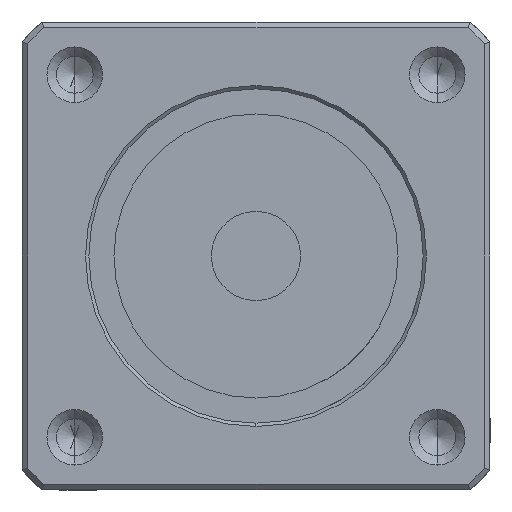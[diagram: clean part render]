
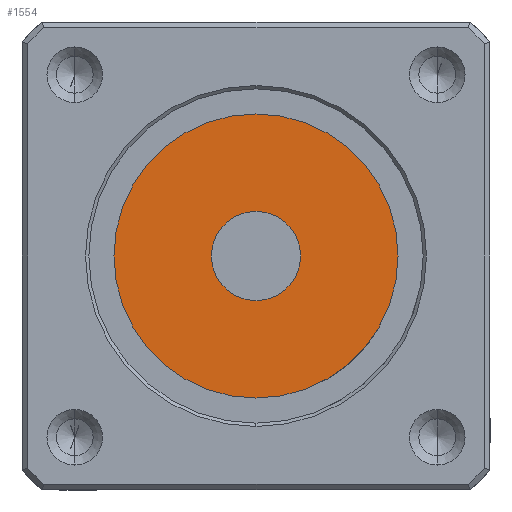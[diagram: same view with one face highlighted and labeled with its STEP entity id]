
A CAD part, front view. The second image highlights one B-rep face of the part: STEP entity #1554.
In plain terms, the highlighted planar face has unit normal (0, -1, 0).
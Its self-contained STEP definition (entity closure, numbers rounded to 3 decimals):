
#40 = ORIENTED_EDGE ( 'NONE', *, *, #139, .T. ) ;
#90 = CARTESIAN_POINT ( 'NONE',  ( 0., -56.543, 0. ) ) ;
#111 = DIRECTION ( 'NONE',  ( 0., -1., 0. ) ) ;
#139 = EDGE_CURVE ( 'NONE', #1418, #3581, #4000, .T. ) ;
#329 = CARTESIAN_POINT ( 'NONE',  ( 0., -56.543, 4. ) ) ;
#332 = AXIS2_PLACEMENT_3D ( 'NONE', #666, #1975, #3293 ) ;
#386 = EDGE_CURVE ( 'NONE', #3608, #662, #1108, .T. ) ;
#662 = VERTEX_POINT ( 'NONE', #1444 ) ;
#666 = CARTESIAN_POINT ( 'NONE',  ( 0., -56.543, 0. ) ) ;
#753 = AXIS2_PLACEMENT_3D ( 'NONE', #3049, #111, #1421 ) ;
#791 = AXIS2_PLACEMENT_3D ( 'NONE', #1145, #2449, #3771 ) ;
#989 = FACE_OUTER_BOUND ( 'NONE', #3159, .T. ) ;
#1108 = CIRCLE ( 'NONE', #3499, 4. ) ;
#1129 = EDGE_CURVE ( 'NONE', #3581, #1418, #1288, .T. ) ;
#1145 = CARTESIAN_POINT ( 'NONE',  ( 0., -56.543, 0. ) ) ;
#1192 = DIRECTION ( 'NONE',  ( 0., -1., 0. ) ) ;
#1288 = CIRCLE ( 'NONE', #753, 12.75 ) ;
#1398 = DIRECTION ( 'NONE',  ( 0., -1., 0. ) ) ;
#1418 = VERTEX_POINT ( 'NONE', #3229 ) ;
#1421 = DIRECTION ( 'NONE',  ( 0., 0., -1. ) ) ;
#1444 = CARTESIAN_POINT ( 'NONE',  ( 0., -56.543, -4. ) ) ;
#1554 = ADVANCED_FACE ( 'NONE', ( #989, #2292 ), #3617, .T. ) ;
#1975 = DIRECTION ( 'NONE',  ( 0., -1., 0. ) ) ;
#2055 = ORIENTED_EDGE ( 'NONE', *, *, #4117, .F. ) ;
#2292 = FACE_BOUND ( 'NONE', #2911, .T. ) ;
#2449 = DIRECTION ( 'NONE',  ( 0., -1., 0. ) ) ;
#2499 = DIRECTION ( 'NONE',  ( 0., 0., -1. ) ) ;
#2703 = DIRECTION ( 'NONE',  ( 0., 0., -1. ) ) ;
#2755 = AXIS2_PLACEMENT_3D ( 'NONE', #4141, #1192, #2499 ) ;
#2911 = EDGE_LOOP ( 'NONE', ( #4003, #2055 ) ) ;
#3049 = CARTESIAN_POINT ( 'NONE',  ( 0., -56.543, 0. ) ) ;
#3159 = EDGE_LOOP ( 'NONE', ( #3550, #40 ) ) ;
#3175 = CIRCLE ( 'NONE', #791, 4. ) ;
#3229 = CARTESIAN_POINT ( 'NONE',  ( 0., -56.543, 12.75 ) ) ;
#3293 = DIRECTION ( 'NONE',  ( 0., 0., -1. ) ) ;
#3499 = AXIS2_PLACEMENT_3D ( 'NONE', #90, #1398, #2703 ) ;
#3550 = ORIENTED_EDGE ( 'NONE', *, *, #1129, .T. ) ;
#3581 = VERTEX_POINT ( 'NONE', #4244 ) ;
#3608 = VERTEX_POINT ( 'NONE', #329 ) ;
#3617 = PLANE ( 'NONE',  #332 ) ;
#3771 = DIRECTION ( 'NONE',  ( 0., 0., -1. ) ) ;
#4000 = CIRCLE ( 'NONE', #2755, 12.75 ) ;
#4003 = ORIENTED_EDGE ( 'NONE', *, *, #386, .F. ) ;
#4117 = EDGE_CURVE ( 'NONE', #662, #3608, #3175, .T. ) ;
#4141 = CARTESIAN_POINT ( 'NONE',  ( 0., -56.543, 0. ) ) ;
#4244 = CARTESIAN_POINT ( 'NONE',  ( 0., -56.543, -12.75 ) ) ;
